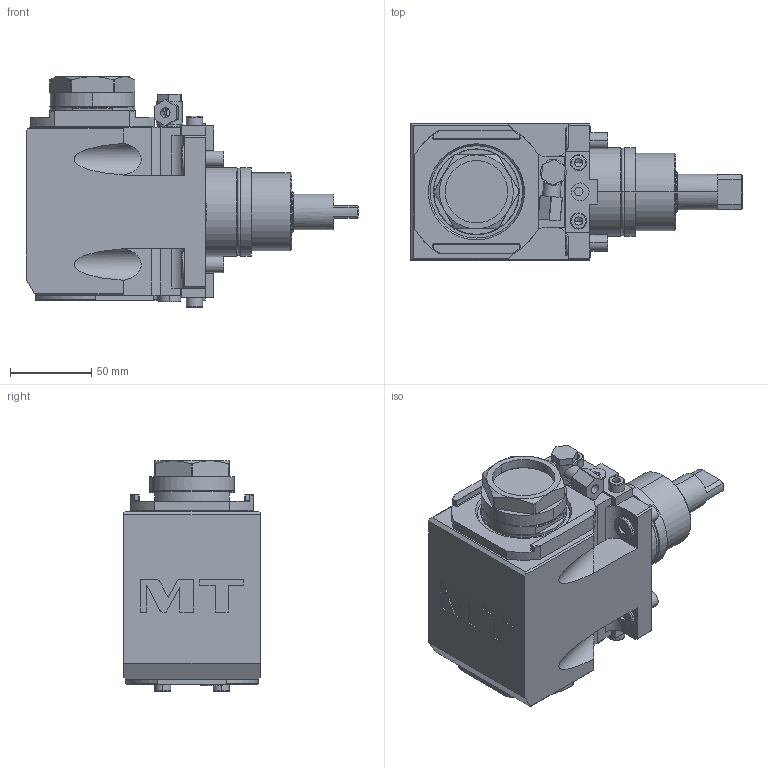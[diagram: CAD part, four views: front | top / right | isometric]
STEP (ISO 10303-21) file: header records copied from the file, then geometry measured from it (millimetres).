
FILE_DESCRIPTION((''),'2;1');
FILE_NAME('BGL0170140_CONF','2023-06-01T15:59:00',('smalpassi'),('M.T. srl'),'CREO PARAMETRIC BY PTC INC, 2021072','CREO PARAMETRIC BY PTC INC, 2021072','');
FILE_SCHEMA(('CONFIG_CONTROL_DESIGN'));
Length unit declared in the file: millimetre
Products named in the file (1): BGL0170140_CONF
Bounding box: 204.9 x 84 x 142.5 mm (x, y, z)
Volume: 1115538.7 mm3; surface area: 101187.6 mm2
Topology: 2 solids, 2 shells, 454 faces, 1105 edges, 701 vertices
Faces by surface type: plane 232, cylinder 150, cone 36, torus 34, extrusion 2
Entity records: 14419 total; most frequent: CARTESIAN_POINT 3557, DIRECTION 2328, ORIENTED_EDGE 2194, EDGE_CURVE 1097, AXIS2_PLACEMENT_3D 861, VERTEX_POINT 701, VECTOR 606, LINE 604
